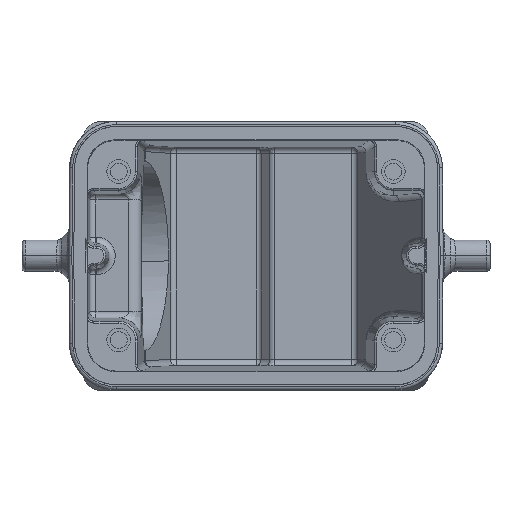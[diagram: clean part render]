
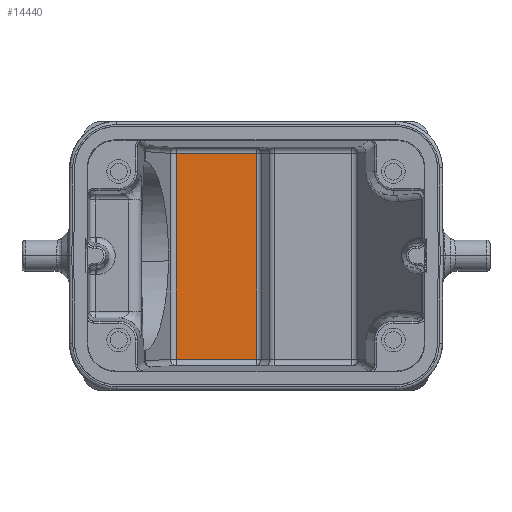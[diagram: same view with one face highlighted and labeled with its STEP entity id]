
A CAD part, top view. The second image highlights one B-rep face of the part: STEP entity #14440.
In plain terms, the highlighted planar face has unit normal (0, 0, 1).
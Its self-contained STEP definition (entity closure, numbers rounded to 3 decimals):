
#4890=DIRECTION('',(0.,-1.,0.));
#4891=VECTOR('',#4890,32.999);
#4892=CARTESIAN_POINT('',(-12.762,16.5,-67.5));
#4893=LINE('',#4892,#4891);
#4909=DIRECTION('',(1.,0.,0.));
#4910=VECTOR('',#4909,12.864);
#4911=CARTESIAN_POINT('',(-12.762,-16.5,-67.5));
#4912=LINE('',#4911,#4910);
#4917=DIRECTION('',(0.,1.,0.));
#4918=VECTOR('',#4917,32.999);
#4919=CARTESIAN_POINT('',(0.102,-16.5,-67.5));
#4920=LINE('',#4919,#4918);
#4944=DIRECTION('',(-1.,0.,0.));
#4945=VECTOR('',#4944,12.864);
#4946=CARTESIAN_POINT('',(0.102,16.5,-67.5));
#4947=LINE('',#4946,#4945);
#6888=CARTESIAN_POINT('',(-12.762,-16.5,-67.5));
#6889=VERTEX_POINT('',#6888);
#6890=CARTESIAN_POINT('',(-12.762,16.5,-67.5));
#6891=VERTEX_POINT('',#6890);
#6892=CARTESIAN_POINT('',(0.102,16.5,-67.5));
#6893=VERTEX_POINT('',#6892);
#7102=CARTESIAN_POINT('',(0.102,-16.5,-67.5));
#7103=VERTEX_POINT('',#7102);
#14427=CARTESIAN_POINT('',(0.516,-18.5,-67.5));
#14428=DIRECTION('',(0.,0.,-1.));
#14429=DIRECTION('',(-1.,0.,0.));
#14430=AXIS2_PLACEMENT_3D('',#14427,#14428,#14429);
#14431=PLANE('',#14430);
#14433=ORIENTED_EDGE('',*,*,#14432,.F.);
#14434=ORIENTED_EDGE('',*,*,#14418,.F.);
#14435=ORIENTED_EDGE('',*,*,#14383,.F.);
#14437=ORIENTED_EDGE('',*,*,#14436,.F.);
#14438=EDGE_LOOP('',(#14433,#14434,#14435,#14437));
#14439=FACE_OUTER_BOUND('',#14438,.F.);
#14383=EDGE_CURVE('',#6891,#6889,#4893,.T.);
#14418=EDGE_CURVE('',#6889,#7103,#4912,.T.);
#14432=EDGE_CURVE('',#7103,#6893,#4920,.T.);
#14436=EDGE_CURVE('',#6893,#6891,#4947,.T.);
#14440=ADVANCED_FACE('',(#14439),#14431,.F.);
